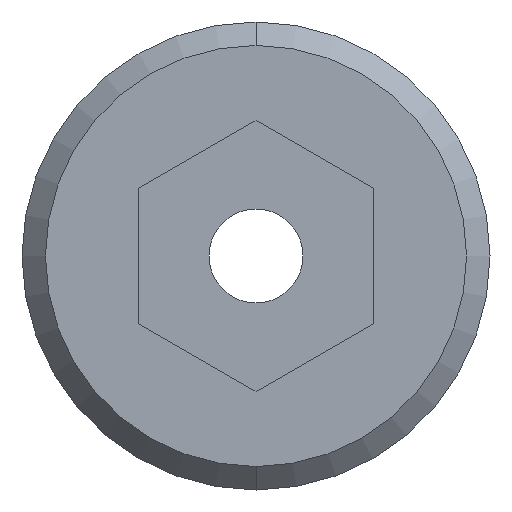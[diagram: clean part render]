
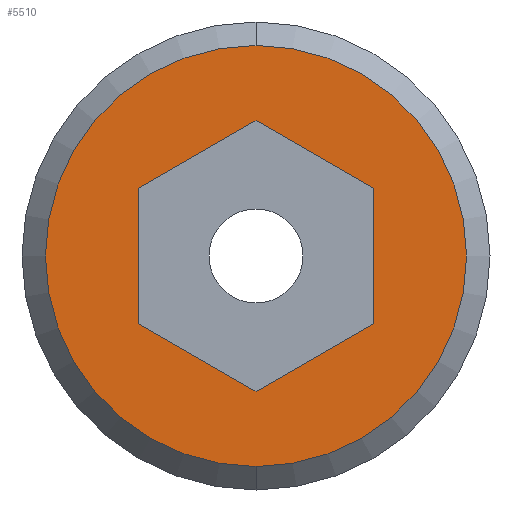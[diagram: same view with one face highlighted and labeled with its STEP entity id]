
A CAD part, left-side view. The second image highlights one B-rep face of the part: STEP entity #5510.
In plain terms, the highlighted planar face has unit normal (-1, 0, 0).
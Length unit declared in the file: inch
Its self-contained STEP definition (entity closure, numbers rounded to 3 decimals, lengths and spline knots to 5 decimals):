
#2194=CARTESIAN_POINT('',(-0.11,0.,0.));
#2195=DIRECTION('',(-1.,0.,0.));
#2196=DIRECTION('',(0.,1.,0.));
#2197=AXIS2_PLACEMENT_3D('',#2194,#2195,#2196);
#2212=DIRECTION('',(0.,0.5,0.866));
#2213=VECTOR('',#2212,0.05196);
#2214=CARTESIAN_POINT('',(-0.11,0.02598,-0.045));
#2215=LINE('',#2214,#2213);
#2216=DIRECTION('',(0.,1.,0.));
#2217=VECTOR('',#2216,0.05196);
#2218=CARTESIAN_POINT('',(-0.11,-0.02598,-0.045));
#2219=LINE('',#2218,#2217);
#2220=DIRECTION('',(0.,0.5,-0.866));
#2221=VECTOR('',#2220,0.05196);
#2222=CARTESIAN_POINT('',(-0.11,-0.05196,0.));
#2223=LINE('',#2222,#2221);
#2224=DIRECTION('',(0.,-0.5,-0.866));
#2225=VECTOR('',#2224,0.05196);
#2226=CARTESIAN_POINT('',(-0.11,-0.02598,0.045));
#2227=LINE('',#2226,#2225);
#2228=DIRECTION('',(0.,-1.,0.));
#2229=VECTOR('',#2228,0.05196);
#2230=CARTESIAN_POINT('',(-0.11,0.02598,0.045));
#2231=LINE('',#2230,#2229);
#2232=DIRECTION('',(0.,-0.5,0.866));
#2233=VECTOR('',#2232,0.05196);
#2234=CARTESIAN_POINT('',(-0.11,0.05196,0.));
#2235=LINE('',#2234,#2233);
#2236=CARTESIAN_POINT('',(-0.11,0.,0.));
#2237=DIRECTION('',(1.,0.,0.));
#2238=DIRECTION('',(0.,1.,0.));
#2239=AXIS2_PLACEMENT_3D('',#2236,#2237,#2238);
#2404=CARTESIAN_POINT('',(-0.11,0.08075,0.));
#2405=CARTESIAN_POINT('',(-0.11,-0.08075,0.));
#2406=VERTEX_POINT('',#2404);
#2407=VERTEX_POINT('',#2405);
#2424=CARTESIAN_POINT('',(-0.11,0.02598,-0.045));
#2425=CARTESIAN_POINT('',(-0.11,0.05196,0.));
#2426=VERTEX_POINT('',#2424);
#2427=VERTEX_POINT('',#2425);
#2428=CARTESIAN_POINT('',(-0.11,-0.02598,-0.045));
#2429=VERTEX_POINT('',#2428);
#2430=CARTESIAN_POINT('',(-0.11,-0.05196,0.));
#2431=VERTEX_POINT('',#2430);
#2432=CARTESIAN_POINT('',(-0.11,-0.02598,0.045));
#2433=VERTEX_POINT('',#2432);
#2434=CARTESIAN_POINT('',(-0.11,0.02598,0.045));
#2435=VERTEX_POINT('',#2434);
#5486=CARTESIAN_POINT('',(-0.11,0.,0.));
#5487=DIRECTION('',(1.,0.,0.));
#5488=DIRECTION('',(0.,-1.,0.));
#5489=AXIS2_PLACEMENT_3D('',#5486,#5487,#5488);
#5490=PLANE('',#5489);
#5491=ORIENTED_EDGE('',*,*,#5476,.F.);
#5493=ORIENTED_EDGE('',*,*,#5492,.T.);
#5494=EDGE_LOOP('',(#5491,#5493));
#5495=FACE_OUTER_BOUND('',#5494,.F.);
#5497=ORIENTED_EDGE('',*,*,#5496,.F.);
#5499=ORIENTED_EDGE('',*,*,#5498,.F.);
#5501=ORIENTED_EDGE('',*,*,#5500,.F.);
#5503=ORIENTED_EDGE('',*,*,#5502,.F.);
#5505=ORIENTED_EDGE('',*,*,#5504,.F.);
#5507=ORIENTED_EDGE('',*,*,#5506,.F.);
#5508=EDGE_LOOP('',(#5497,#5499,#5501,#5503,#5505,#5507));
#5509=FACE_BOUND('',#5508,.F.);
#2198=CIRCLE('',#2197,0.08075);
#2240=CIRCLE('',#2239,0.08075);
#5476=EDGE_CURVE('',#2406,#2407,#2198,.T.);
#5492=EDGE_CURVE('',#2406,#2407,#2240,.T.);
#5496=EDGE_CURVE('',#2426,#2427,#2215,.T.);
#5498=EDGE_CURVE('',#2429,#2426,#2219,.T.);
#5500=EDGE_CURVE('',#2431,#2429,#2223,.T.);
#5502=EDGE_CURVE('',#2433,#2431,#2227,.T.);
#5504=EDGE_CURVE('',#2435,#2433,#2231,.T.);
#5506=EDGE_CURVE('',#2427,#2435,#2235,.T.);
#5510=ADVANCED_FACE('',(#5495,#5509),#5490,.F.);
